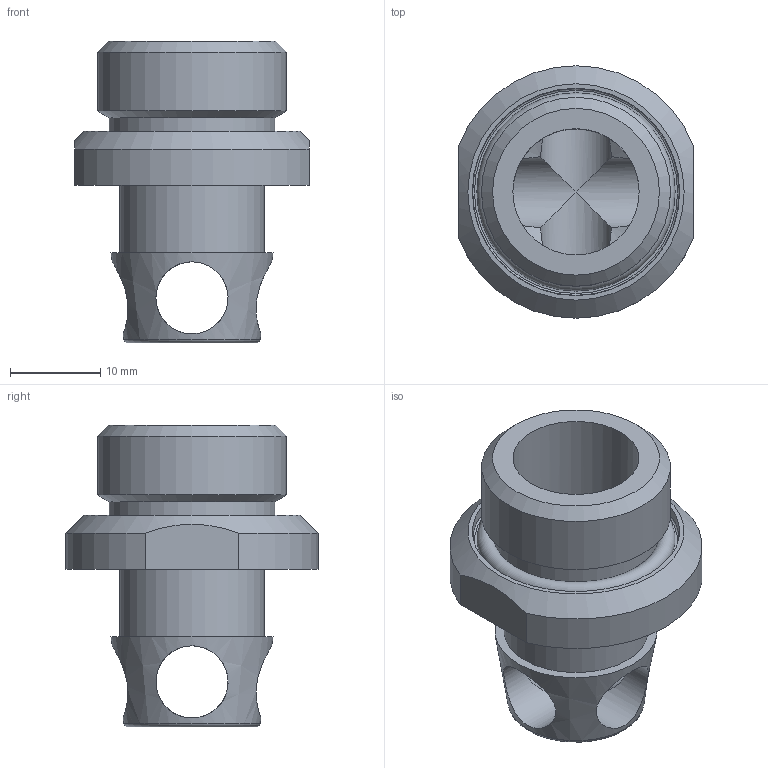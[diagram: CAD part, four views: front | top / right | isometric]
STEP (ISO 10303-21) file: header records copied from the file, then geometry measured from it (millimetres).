
FILE_DESCRIPTION( ( 'Unknown' ), '1' );
FILE_NAME( '0113117.stp', 'Unknown', ( 'Unknown' ), ( 'Unknown' ), 'XStep 1.0', 'Unknown', ' ' );
FILE_SCHEMA( ( 'CONFIG_CONTROL_DESIGN' ) );
Length unit declared in the file: millimetre
Products named in the file (1): 0113113
Bounding box: 26 x 28 x 33.5 mm (x, y, z)
Volume: 5166.4 mm3; surface area: 4556.6 mm2
Topology: 1 solids, 1 shells, 30 faces, 81 edges, 53 vertices
Faces by surface type: cylinder 10, cone 9, plane 8, torus 3
Full cylindrical faces by diameter (mm): 8 x4, 14 x1, 16 x1, 18.4 x1, 20.955 x1
Entity records: 1202 total; most frequent: CARTESIAN_POINT 546, DIRECTION 124, ORIENTED_EDGE 104, AXIS2_PLACEMENT_3D 59, EDGE_LOOP 55, EDGE_CURVE 52, FACE_OUTER_BOUND 41, VERTEX_POINT 41
